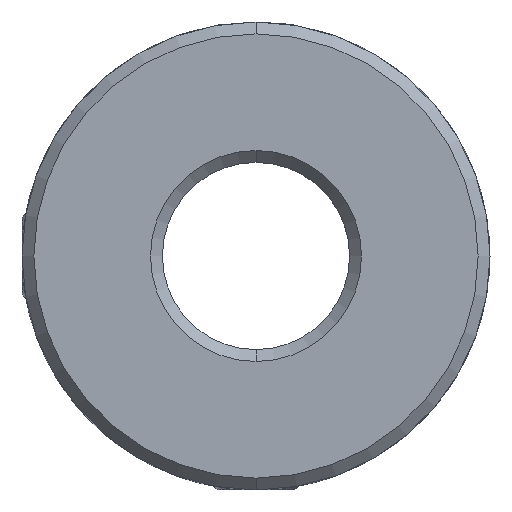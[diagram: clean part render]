
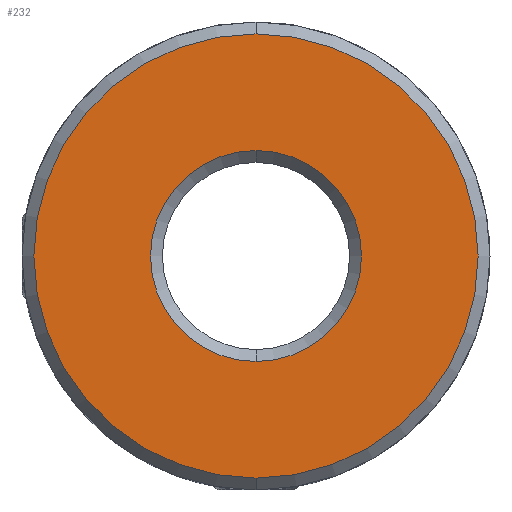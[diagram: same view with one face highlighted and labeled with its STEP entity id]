
A CAD part, left-side view. The second image highlights one B-rep face of the part: STEP entity #232.
In plain terms, the highlighted planar face has unit normal (-1, 0, 0).
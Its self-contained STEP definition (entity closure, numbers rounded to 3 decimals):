
#79 = EDGE_CURVE ( 'NONE', #5223, #5222, #1420, .T. ) ;
#80 = EDGE_CURVE ( 'NONE', #5220, #5221, #1422, .T. ) ;
#162 = EDGE_CURVE ( 'NONE', #5221, #5220, #1548, .T. ) ;
#175 = EDGE_CURVE ( 'NONE', #5222, #5223, #1567, .T. ) ;
#232 = ADVANCED_FACE ( 'NONE', ( #2634, #2638 ), #2453, .F. ) ;
#841 = AXIS2_PLACEMENT_3D ( 'NONE', #1845, #1846, #1847 ) ;
#843 = AXIS2_PLACEMENT_3D ( 'NONE', #1848, #1849, #1850 ) ;
#872 = AXIS2_PLACEMENT_3D ( 'NONE', #2056, #2065, #2066 ) ;
#881 = AXIS2_PLACEMENT_3D ( 'NONE', #2116, #2117, #2118 ) ;
#907 = AXIS2_PLACEMENT_3D ( 'NONE', #2448, #2463, #2464 ) ;
#1022 = EDGE_LOOP ( 'NONE', ( #4992, #4993 ) ) ;
#1042 = EDGE_LOOP ( 'NONE', ( #4994, #4995 ) ) ;
#1420 = CIRCLE ( 'NONE', #841, 7.119 ) ;
#1422 = CIRCLE ( 'NONE', #843, 3.381 ) ;
#1548 = CIRCLE ( 'NONE', #872, 3.381 ) ;
#1567 = CIRCLE ( 'NONE', #881, 7.119 ) ;
#1845 = CARTESIAN_POINT ( 'NONE',  ( -11., 0., 0. ) ) ;
#1846 = DIRECTION ( 'NONE',  ( -1., 0., 0. ) ) ;
#1847 = DIRECTION ( 'NONE',  ( 0., 0., -1. ) ) ;
#1848 = CARTESIAN_POINT ( 'NONE',  ( -11., 0., 0. ) ) ;
#1849 = DIRECTION ( 'NONE',  ( 1., 0., 0. ) ) ;
#1850 = DIRECTION ( 'NONE',  ( 0., 0., -1. ) ) ;
#2056 = CARTESIAN_POINT ( 'NONE',  ( -11., 0., 0. ) ) ;
#2065 = DIRECTION ( 'NONE',  ( 1., 0., 0. ) ) ;
#2066 = DIRECTION ( 'NONE',  ( 0., 0., -1. ) ) ;
#2116 = CARTESIAN_POINT ( 'NONE',  ( -11., 0., 0. ) ) ;
#2117 = DIRECTION ( 'NONE',  ( -1., 0., 0. ) ) ;
#2118 = DIRECTION ( 'NONE',  ( 0., 0., -1. ) ) ;
#2448 = CARTESIAN_POINT ( 'NONE',  ( -11., 0., 0. ) ) ;
#2453 = PLANE ( 'NONE',  #907 ) ;
#2463 = DIRECTION ( 'NONE',  ( 1., 0., 0. ) ) ;
#2464 = DIRECTION ( 'NONE',  ( 0., 0., -1. ) ) ;
#2634 = FACE_OUTER_BOUND ( 'NONE', #1022, .T. ) ;
#2638 = FACE_BOUND ( 'NONE', #1042, .T. ) ;
#4611 = CARTESIAN_POINT ( 'NONE',  ( -11., 0., -3.381 ) ) ;
#4612 = CARTESIAN_POINT ( 'NONE',  ( -11., 0., 3.381 ) ) ;
#4613 = CARTESIAN_POINT ( 'NONE',  ( -11., 0., 7.119 ) ) ;
#4614 = CARTESIAN_POINT ( 'NONE',  ( -11., 0., -7.119 ) ) ;
#4992 = ORIENTED_EDGE ( 'NONE', *, *, #79, .T. ) ;
#4993 = ORIENTED_EDGE ( 'NONE', *, *, #175, .T. ) ;
#4994 = ORIENTED_EDGE ( 'NONE', *, *, #162, .T. ) ;
#4995 = ORIENTED_EDGE ( 'NONE', *, *, #80, .T. ) ;
#5220 = VERTEX_POINT ( 'NONE', #4611 ) ;
#5221 = VERTEX_POINT ( 'NONE', #4612 ) ;
#5222 = VERTEX_POINT ( 'NONE', #4613 ) ;
#5223 = VERTEX_POINT ( 'NONE', #4614 ) ;
